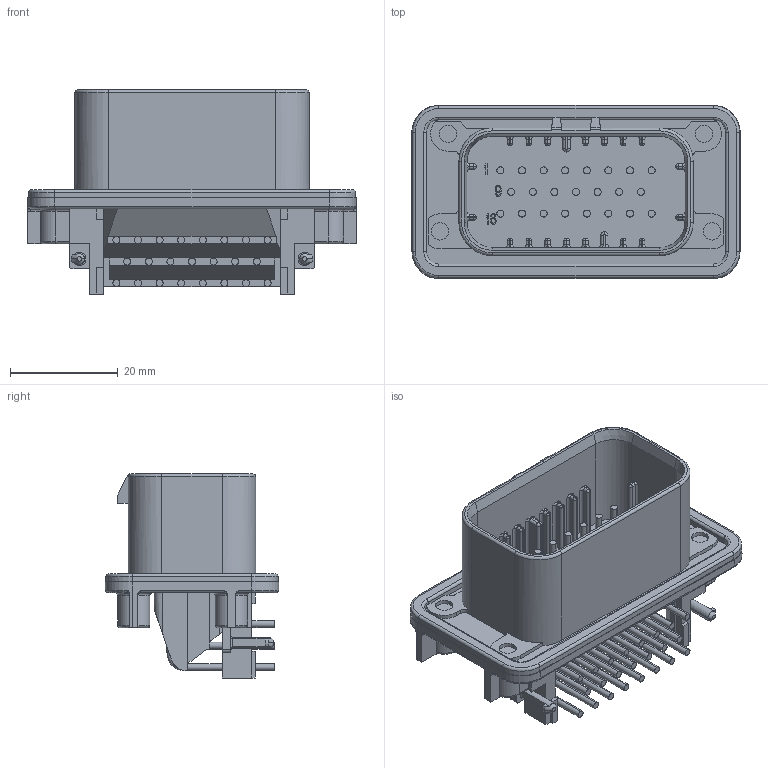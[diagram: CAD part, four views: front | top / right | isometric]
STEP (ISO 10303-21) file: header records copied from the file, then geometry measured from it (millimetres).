
FILE_DESCRIPTION (( 'STEP AP214' ), '1' );
FILE_NAME ('c-1-776087-1-n-3d.stp.STEP', '2023-10-13T04:50:59', ( '' ), ( '' ), 'SwSTEP 2.0', 'SolidWorks 2023', '' );
FILE_SCHEMA (( 'AUTOMOTIVE_DESIGN' ));
Length unit declared in the file: millimetre
Products named in the file (1): c-1-776087-1-n-3d.stp
Bounding box: 60.8 x 32.1 x 37.8 mm (x, y, z)
Volume: 15510 mm3; surface area: 14047.1 mm2
Topology: 1 solids, 1 shells, 906 faces, 2327 edges, 1450 vertices
Faces by surface type: plane 410, cylinder 362, torus 84, sphere 36, cone 8, bspline 6
Entity records: 29386 total; most frequent: CARTESIAN_POINT 7266, DIRECTION 4701, ORIENTED_EDGE 4582, EDGE_CURVE 2291, AXIS2_PLACEMENT_3D 1667, VERTEX_POINT 1450, VECTOR 1367, LINE 1367
